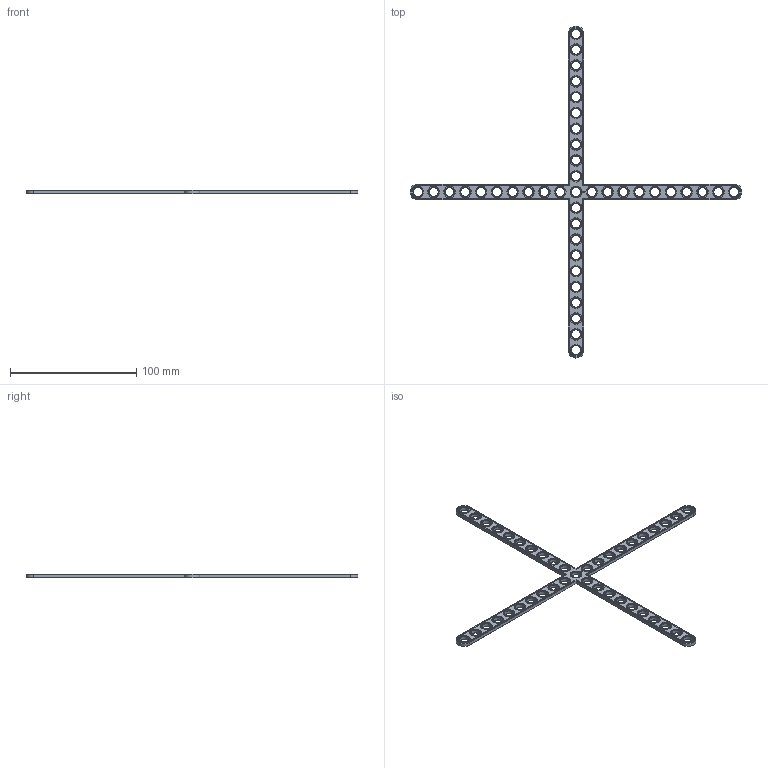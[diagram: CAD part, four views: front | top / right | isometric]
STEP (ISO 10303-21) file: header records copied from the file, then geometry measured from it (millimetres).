
FILE_DESCRIPTION(('FreeCAD Model'),'2;1');
FILE_NAME('Open CASCADE Shape Model','2023-10-20T20:37:26',(''),(''), 'Open CASCADE STEP processor 7.6','FreeCAD','Unknown');
FILE_SCHEMA(('AUTOMOTIVE_DESIGN { 1 0 10303 214 1 1 1 1 }'));
Products named in the file (1): Brace CRS STD SYM ER BU21x00,25 - SPN-BRC-0609 (stemfie.org)
Bounding box: 262.5 x 262.5 x 3.12 mm (x, y, z)
Volume: 14206.1 mm3; surface area: 15328.2 mm2
Topology: 1 solids, 1 shells, 804 faces, 2083 edges, 1358 vertices
Faces by surface type: plane 376, extrusion 234, cone 104, cylinder 90
Full cylindrical faces by diameter (mm): 7 x41, 9.2 x41
Entity records: 53207 total; most frequent: CARTESIAN_POINT 13999, DIRECTION 6071, VECTOR 4213, ORIENTED_EDGE 4166, PCURVE 4166, DEFINITIONAL_REPRESENTATION 4166, LINE 3979, EDGE_CURVE 2083
